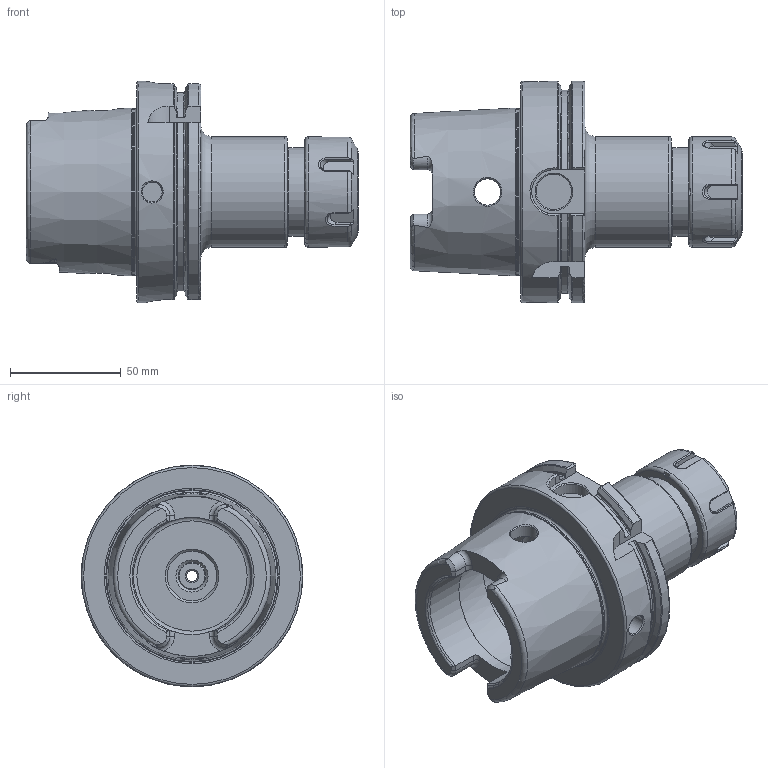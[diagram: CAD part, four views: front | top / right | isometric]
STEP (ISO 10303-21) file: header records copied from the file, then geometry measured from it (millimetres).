
FILE_DESCRIPTION(/* description */ (''),/* implementation_level */ '2;1');
FILE_NAME(/* name */ 'HSK100A-ER32-100.stp',/* time_stamp */ '2023-12-01T09:19:26+08:00',/* author */ ('Administrator'),/* organization */ (''),/* preprocessor_version */ 'ST-DEVELOPER v18.1',/* originating_system */ 'Autodesk Inventor 2022',/* authorisation */ '');
FILE_SCHEMA (('AUTOMOTIVE_DESIGN { 1 0 10303 214 3 1 1 }'));
Length unit declared in the file: millimetre
Products named in the file (4): HSK100A-ER32-100; HSK100A-ER32-100_1; 金杰   ER32UM   单偏心压帽; Stop screw   M14x1.5x10
Assembly tree (3 placements, depth 2):
  HSK100A-ER32-100
    HSK100A-ER32-100_1
    金杰   ER32UM   单偏心压帽
    Stop screw   M14x1.5x10
Bounding box: 150 x 100 x 100 mm (x, y, z)
Volume: 349453.4 mm3; surface area: 71159.6 mm2
Topology: 3 solids, 3 shells, 303 faces, 801 edges, 513 vertices
Faces by surface type: plane 102, bspline 77, cylinder 45, torus 44, cone 35
Full cylindrical faces by diameter (mm): 5 x1, 9 x1, 10 x1, 12 x2, 12.5 x1, 14 x1, 16 x1, 22.376 x1, 23.5 x1, 25 x1, 27 x1, 32.7 x1, 38.376 x1, 40 x1, 41 x1, 50 x2, 53 x2, 63 x1, 75.365 x1, 100 x1
Entity records: 12552 total; most frequent: CARTESIAN_POINT 5533, ORIENTED_EDGE 1602, DIRECTION 1212, EDGE_CURVE 801, VERTEX_POINT 513, AXIS2_PLACEMENT_3D 460, EDGE_LOOP 322, FACE_OUTER_BOUND 303
